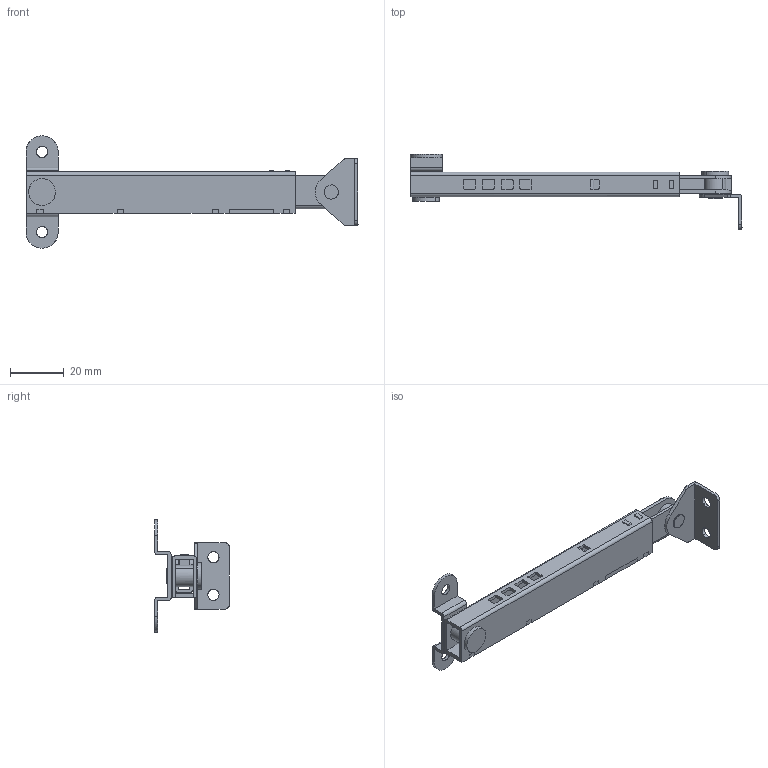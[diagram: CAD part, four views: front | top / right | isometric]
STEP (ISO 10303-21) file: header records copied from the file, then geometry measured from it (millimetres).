
FILE_DESCRIPTION((''),'2;1');
FILE_NAME('','2012-08-22T09:31:32',(''),(''),'','CADfix','');
FILE_SCHEMA(('AUTOMOTIVE_DESIGN { 1 0 10303 214 1 1 1 1 }'));
Length unit declared in the file: millimetre
Bounding box: 124 x 28 x 42 mm (x, y, z)
Volume: 11491.5 mm3; surface area: 19039.5 mm2
Topology: 5 solids, 5 shells, 260 faces, 858 edges, 620 vertices
Faces by surface type: bspline 260
Entity records: 10357 total; most frequent: CARTESIAN_POINT 5180, ORIENTED_EDGE 1716, EDGE_CURVE 858, VERTEX_POINT 620, QUASI_UNIFORM_CURVE 556, B_SPLINE_CURVE_WITH_KNOTS 302, EDGE_LOOP 302, FACE_OUTER_BOUND 260
